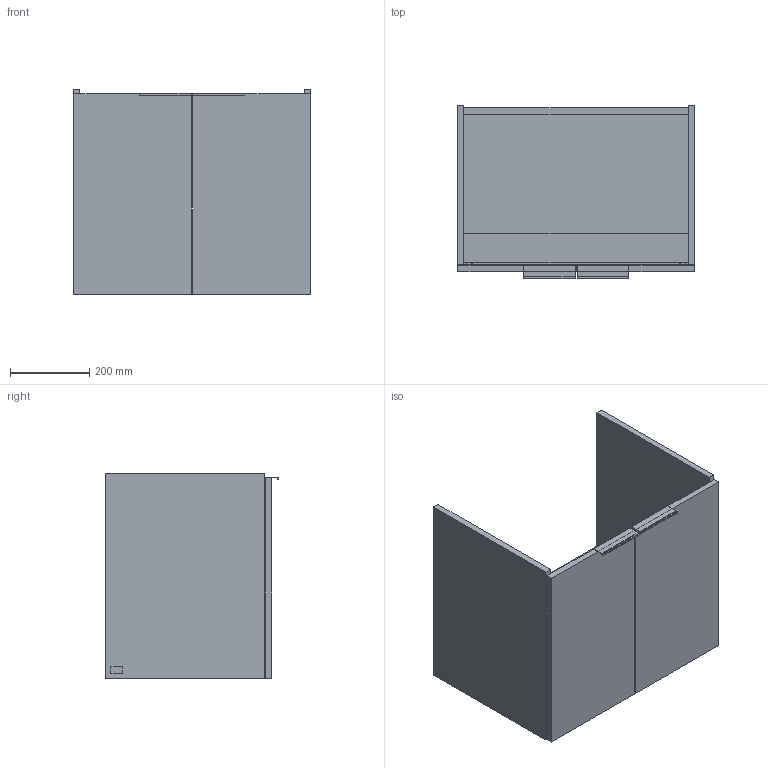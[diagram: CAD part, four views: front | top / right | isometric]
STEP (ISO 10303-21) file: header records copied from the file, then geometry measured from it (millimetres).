
FILE_DESCRIPTION(/* description */ (''),/* implementation_level */ '2;1');
FILE_NAME(/* name */ 'B89100_RFS.stp',/* time_stamp */ '2023-09-20T09:18:43+02:00',/* author */ ('schmidtkonj'),/* organization */ (''),/* preprocessor_version */ 'ST-DEVELOPER v18.1',/* originating_system */ 'Autodesk Inventor 2021',/* authorisation */ '');
FILE_SCHEMA (('AUTOMOTIVE_DESIGN { 1 0 10303 214 3 1 1 }'));
Length unit declared in the file: millimetre
Products named in the file (1): B89100_RFS
Bounding box: 600.5 x 438 x 520 mm (x, y, z)
Volume: 16812513 mm3; surface area: 2373950.7 mm2
Topology: 33 solids, 33 shells, 1366 faces, 3655 edges, 2410 vertices
Faces by surface type: plane 892, cylinder 386, cone 36, bspline 36, torus 16
Entity records: 45126 total; most frequent: CARTESIAN_POINT 10444, ORIENTED_EDGE 7310, DIRECTION 6913, EDGE_CURVE 3655, LINE 2715, VECTOR 2715, VERTEX_POINT 2410, AXIS2_PLACEMENT_3D 2099
